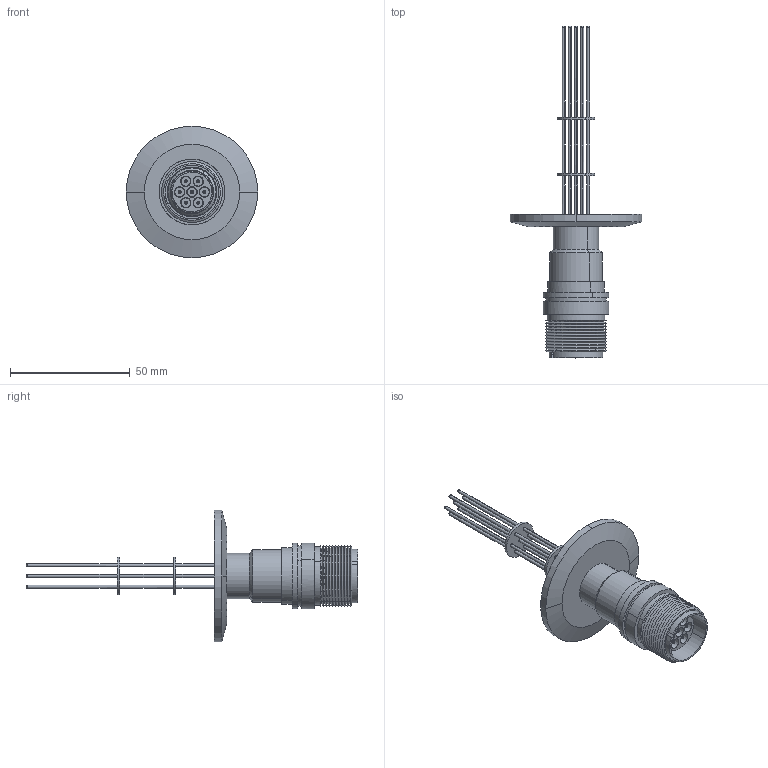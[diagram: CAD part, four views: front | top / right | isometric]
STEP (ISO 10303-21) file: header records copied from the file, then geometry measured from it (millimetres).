
FILE_DESCRIPTION (( 'STEP AP203' ), '1' );
FILE_NAME ('A6082-1-QF.STEP', '2011-10-12T13:28:04', ( '' ), ( '' ), 'SwSTEP 2.0', 'SolidWorks 2011', '' );
FILE_SCHEMA (( 'CONFIG_CONTROL_DESIGN' ));
Length unit declared in the file: inch
Products named in the file (1): A6082-1-QF
Bounding box: 54.89 x 138.55 x 54.89 mm (x, y, z)
Volume: 21299.6 mm3; surface area: 24258.8 mm2
Topology: 1 solids, 1 shells, 382 faces, 1017 edges, 662 vertices
Faces by surface type: cylinder 155, cone 126, plane 57, bspline 44
Entity records: 18325 total; most frequent: CARTESIAN_POINT 9509, ORIENTED_EDGE 1978, DIRECTION 1570, EDGE_CURVE 989, VERTEX_POINT 662, AXIS2_PLACEMENT_3D 635, EDGE_LOOP 459, FACE_OUTER_BOUND 382
